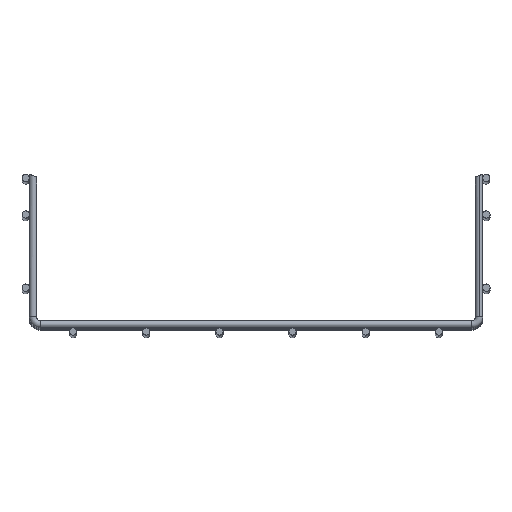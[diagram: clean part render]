
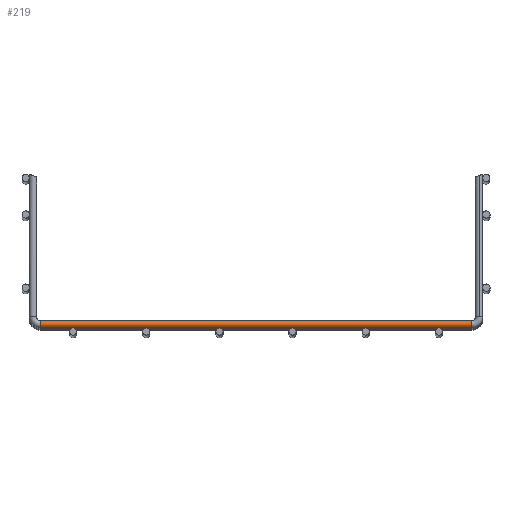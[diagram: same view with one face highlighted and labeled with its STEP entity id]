
A CAD part, top view. The second image highlights one B-rep face of the part: STEP entity #219.
In plain terms, the highlighted cylindrical face has radius 2.5 mm (diameter 5 mm), a partial arc.
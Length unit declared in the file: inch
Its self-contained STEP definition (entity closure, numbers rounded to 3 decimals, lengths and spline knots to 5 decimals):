
#1 = DIRECTION ( 'NONE',  ( 0., 0., 1. ) ) ;
#54 = CARTESIAN_POINT ( 'NONE',  ( 0.19685, -0.09843, 0. ) ) ;
#118 = CARTESIAN_POINT ( 'NONE',  ( 11.81102, -0.09843, 0. ) ) ;
#144 = DIRECTION ( 'NONE',  ( 1., 0., 0. ) ) ;
#200 = DIRECTION ( 'NONE',  ( 0., 1., 0. ) ) ;
#219 = ADVANCED_FACE ( 'NONE', ( #963 ), #1298, .T. ) ;
#305 = CARTESIAN_POINT ( 'NONE',  ( 0.19685, 0., 0. ) ) ;
#330 = AXIS2_PLACEMENT_3D ( 'NONE', #489, #693, #715 ) ;
#372 = VERTEX_POINT ( 'NONE', #452 ) ;
#404 = VECTOR ( 'NONE', #144, 39.37008 ) ;
#412 = CARTESIAN_POINT ( 'NONE',  ( 0.19685, -0.09843, 0. ) ) ;
#432 = CARTESIAN_POINT ( 'NONE',  ( 0.19685, 0., 0. ) ) ;
#452 = CARTESIAN_POINT ( 'NONE',  ( 11.81102, 0.09843, 0. ) ) ;
#472 = ORIENTED_EDGE ( 'NONE', *, *, #1333, .T. ) ;
#476 = AXIS2_PLACEMENT_3D ( 'NONE', #432, #873, #1 ) ;
#489 = CARTESIAN_POINT ( 'NONE',  ( 11.81102, 0., 0. ) ) ;
#510 = VECTOR ( 'NONE', #745, 39.37008 ) ;
#521 = AXIS2_PLACEMENT_3D ( 'NONE', #305, #1184, #200 ) ;
#590 = EDGE_CURVE ( 'NONE', #1133, #1109, #1092, .T. ) ;
#601 = LINE ( 'NONE', #1125, #404 ) ;
#611 = ORIENTED_EDGE ( 'NONE', *, *, #782, .T. ) ;
#677 = VERTEX_POINT ( 'NONE', #118 ) ;
#693 = DIRECTION ( 'NONE',  ( -1., 0., 0. ) ) ;
#715 = DIRECTION ( 'NONE',  ( 0., 0., 1. ) ) ;
#745 = DIRECTION ( 'NONE',  ( 1., 0., 0. ) ) ;
#750 = LINE ( 'NONE', #412, #510 ) ;
#782 = EDGE_CURVE ( 'NONE', #677, #372, #1391, .T. ) ;
#856 = ORIENTED_EDGE ( 'NONE', *, *, #900, .F. ) ;
#873 = DIRECTION ( 'NONE',  ( -1., 0., 0. ) ) ;
#900 = EDGE_CURVE ( 'NONE', #1109, #372, #601, .T. ) ;
#913 = EDGE_LOOP ( 'NONE', ( #959, #472, #611, #856 ) ) ;
#959 = ORIENTED_EDGE ( 'NONE', *, *, #590, .F. ) ;
#963 = FACE_OUTER_BOUND ( 'NONE', #913, .T. ) ;
#1039 = CARTESIAN_POINT ( 'NONE',  ( 0.19685, 0.09843, 0. ) ) ;
#1092 = CIRCLE ( 'NONE', #476, 0.09843 ) ;
#1109 = VERTEX_POINT ( 'NONE', #1039 ) ;
#1125 = CARTESIAN_POINT ( 'NONE',  ( 0.19685, 0.09843, 0. ) ) ;
#1133 = VERTEX_POINT ( 'NONE', #54 ) ;
#1184 = DIRECTION ( 'NONE',  ( 1., 0., 0. ) ) ;
#1298 = CYLINDRICAL_SURFACE ( 'NONE', #521, 0.09843 ) ;
#1333 = EDGE_CURVE ( 'NONE', #1133, #677, #750, .T. ) ;
#1391 = CIRCLE ( 'NONE', #330, 0.09843 ) ;
